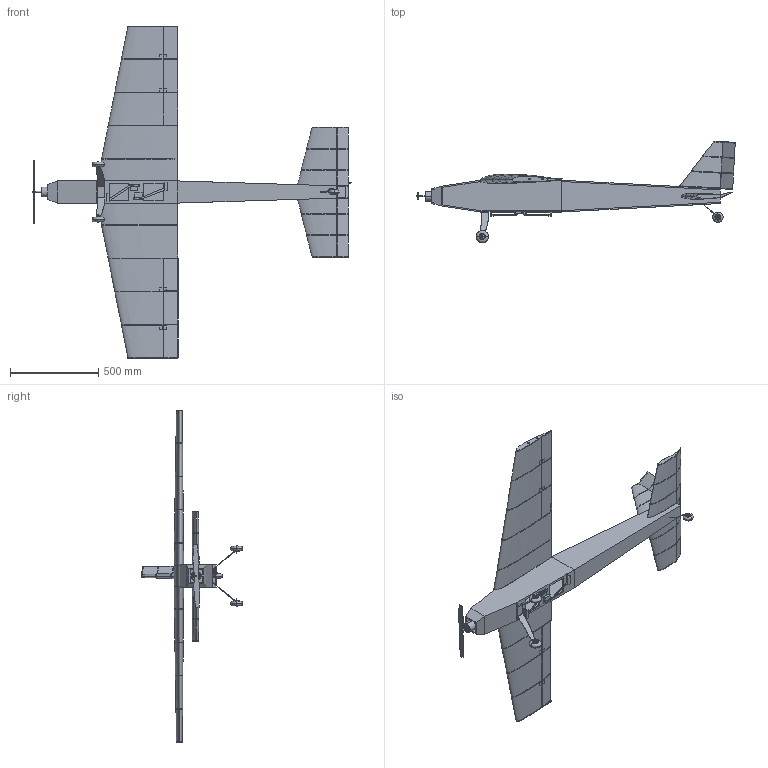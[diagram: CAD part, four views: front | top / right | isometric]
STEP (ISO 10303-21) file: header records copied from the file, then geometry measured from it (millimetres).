
FILE_DESCRIPTION(('FreeCAD Model'),'2;1');
FILE_NAME('Open CASCADE Shape Model','2025-05-28T20:37:55',('FreeCAD'),( 'FreeCAD'),'Open CASCADE STEP processor 7.6','FreeCAD','Unknown');
FILE_SCHEMA(('AUTOMOTIVE_DESIGN { 1 0 10303 214 1 1 1 1 }'));
Products named in the file (1): Open CASCADE STEP translator 7.6 1
Bounding box: 1804.22 x 575.03 x 1880.91 mm (x, y, z)
Volume: 30937030.7 mm3; surface area: 4392563 mm2
Topology: 66 solids, 66 shells, 1335 faces, 3372 edges, 2219 vertices
Faces by surface type: bspline 1335
Entity records: 61824 total; most frequent: CARTESIAN_POINT 42032, ORIENTED_EDGE 6724, EDGE_CURVE 3362, B_SPLINE_CURVE_WITH_KNOTS 2267, VERTEX_POINT 2219, FACE_BOUND 1523, EDGE_LOOP 1523, ADVANCED_FACE 1335
